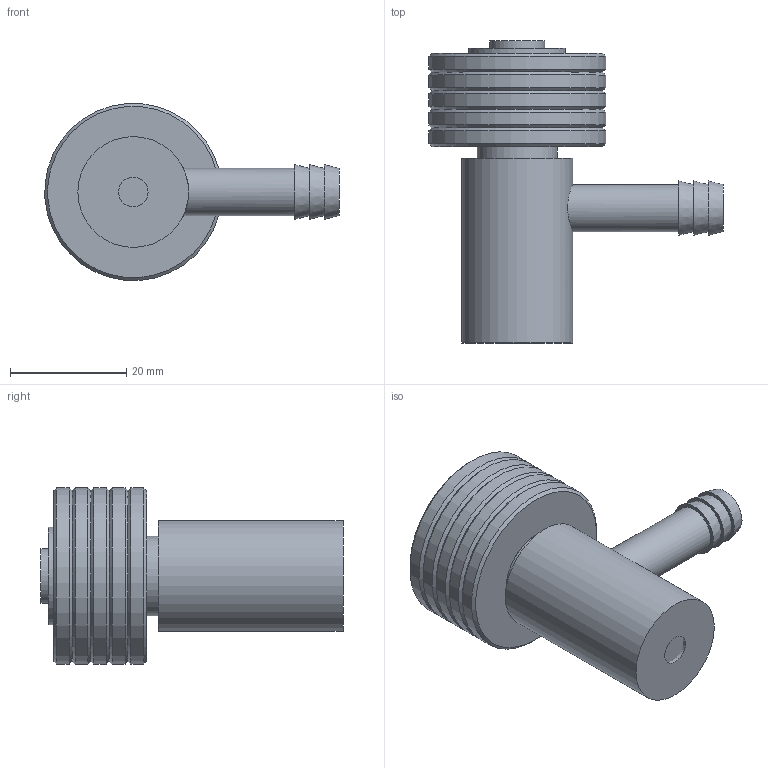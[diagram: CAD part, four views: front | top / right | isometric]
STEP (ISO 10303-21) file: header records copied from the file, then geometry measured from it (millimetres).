
FILE_DESCRIPTION((''),'2;1');
FILE_NAME('OFSV90W.stp','2013-11-25T16:15:24',('Administrator'),(''),'Autodesk Inventor 2010','Autodesk Inventor 2010','');
FILE_SCHEMA(('AUTOMOTIVE_DESIGN { 1 0 10303 214 1 1 1 1 }'));
Length unit declared in the file: inch
Products named in the file (1): OFSV90W_Shrinkwrap_1
Bounding box: 50.59 x 51.94 x 30.39 mm (x, y, z)
Surface area: 8823.4 mm2 (no closed solid volume)
Topology: 0 solids, 11 shells, 60 faces, 140 edges, 91 vertices
Faces by surface type: cylinder 26, plane 20, cone 13, bspline 1
Full cylindrical faces by diameter (mm): 4.699 x1, 5.08 x1, 7.696 x1, 7.874 x1, 7.95 x1, 8.128 x1, 9.017 x1, 9.398 x1, 9.525 x1, 9.906 x1, 13.716 x1, 19.05 x1, 30.48 x5
Entity records: 1894 total; most frequent: CARTESIAN_POINT 483, DIRECTION 292, ORIENTED_EDGE 183, AXIS2_PLACEMENT_3D 131, EDGE_CURVE 108, EDGE_LOOP 103, VERTEX_POINT 90, CIRCLE 71
